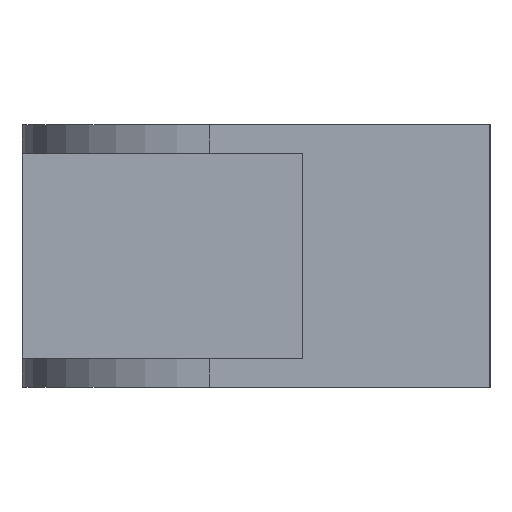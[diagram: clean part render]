
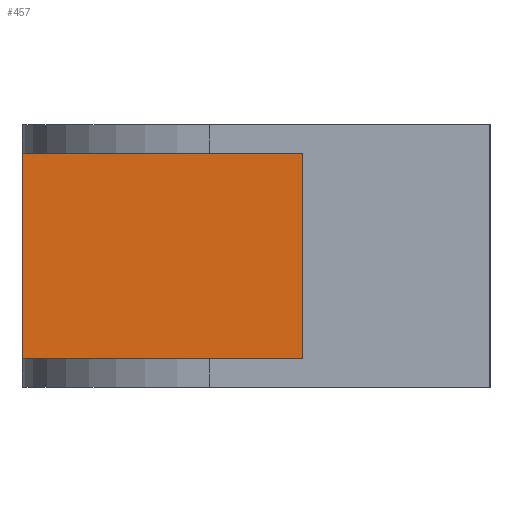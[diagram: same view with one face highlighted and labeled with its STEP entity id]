
A CAD part, left-side view. The second image highlights one B-rep face of the part: STEP entity #457.
In plain terms, the highlighted planar face has unit normal (-1, 0, 0).
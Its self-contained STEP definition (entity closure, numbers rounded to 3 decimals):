
#42 = VERTEX_POINT ( 'NONE', #428 ) ;
#122 = VERTEX_POINT ( 'NONE', #657 ) ;
#136 = LINE ( 'NONE', #475, #989 ) ;
#163 = CARTESIAN_POINT ( 'NONE',  ( -77., 20., -11. ) ) ;
#173 = DIRECTION ( 'NONE',  ( 0., -1., 0. ) ) ;
#257 = LINE ( 'NONE', #1019, #755 ) ;
#308 = ORIENTED_EDGE ( 'NONE', *, *, #792, .T. ) ;
#370 = DIRECTION ( 'NONE',  ( 0., 0., 1. ) ) ;
#395 = DIRECTION ( 'NONE',  ( -1., 0., 0. ) ) ;
#400 = DIRECTION ( 'NONE',  ( 0., 0., 1. ) ) ;
#410 = EDGE_CURVE ( 'NONE', #122, #42, #583, .T. ) ;
#428 = CARTESIAN_POINT ( 'NONE',  ( -77., 50., -11. ) ) ;
#457 = ADVANCED_FACE ( 'NONE', ( #744 ), #811, .T. ) ;
#467 = AXIS2_PLACEMENT_3D ( 'NONE', #1081, #395, #400 ) ;
#475 = CARTESIAN_POINT ( 'NONE',  ( -77., 20., 11. ) ) ;
#480 = VERTEX_POINT ( 'NONE', #163 ) ;
#484 = CARTESIAN_POINT ( 'NONE',  ( -77., 50., 11. ) ) ;
#490 = ORIENTED_EDGE ( 'NONE', *, *, #1049, .T. ) ;
#515 = VERTEX_POINT ( 'NONE', #636 ) ;
#568 = DIRECTION ( 'NONE',  ( 0., 0., -1. ) ) ;
#583 = LINE ( 'NONE', #484, #1053 ) ;
#595 = VECTOR ( 'NONE', #370, 1000. ) ;
#636 = CARTESIAN_POINT ( 'NONE',  ( -77., 20., 11. ) ) ;
#657 = CARTESIAN_POINT ( 'NONE',  ( -77., 50., 11. ) ) ;
#705 = EDGE_LOOP ( 'NONE', ( #757, #490, #308, #926 ) ) ;
#744 = FACE_OUTER_BOUND ( 'NONE', #705, .T. ) ;
#755 = VECTOR ( 'NONE', #173, 1000. ) ;
#757 = ORIENTED_EDGE ( 'NONE', *, *, #410, .T. ) ;
#789 = CARTESIAN_POINT ( 'NONE',  ( -77., 20., -11. ) ) ;
#792 = EDGE_CURVE ( 'NONE', #480, #515, #961, .T. ) ;
#811 = PLANE ( 'NONE',  #467 ) ;
#872 = EDGE_CURVE ( 'NONE', #515, #122, #136, .T. ) ;
#926 = ORIENTED_EDGE ( 'NONE', *, *, #872, .T. ) ;
#961 = LINE ( 'NONE', #789, #595 ) ;
#989 = VECTOR ( 'NONE', #1056, 1000. ) ;
#1019 = CARTESIAN_POINT ( 'NONE',  ( -77., 50., -11. ) ) ;
#1049 = EDGE_CURVE ( 'NONE', #42, #480, #257, .T. ) ;
#1053 = VECTOR ( 'NONE', #568, 1000. ) ;
#1056 = DIRECTION ( 'NONE',  ( 0., 1., 0. ) ) ;
#1081 = CARTESIAN_POINT ( 'NONE',  ( -77., 50., -11. ) ) ;
